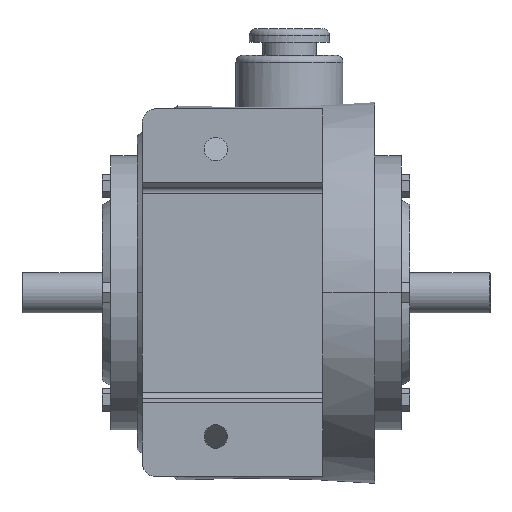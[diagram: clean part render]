
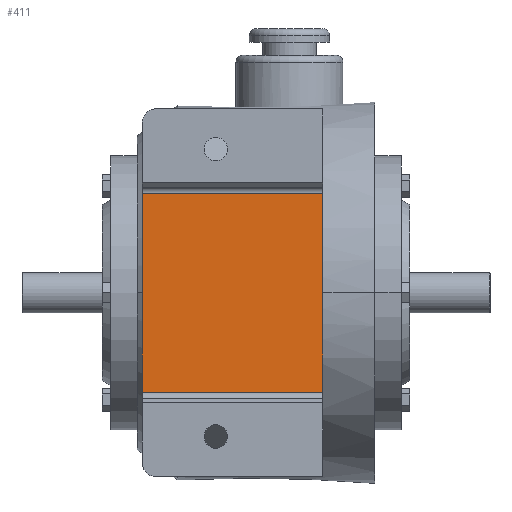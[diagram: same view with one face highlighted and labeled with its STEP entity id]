
A CAD part, front view. The second image highlights one B-rep face of the part: STEP entity #411.
In plain terms, the highlighted planar face has unit normal (0, -1, 0).
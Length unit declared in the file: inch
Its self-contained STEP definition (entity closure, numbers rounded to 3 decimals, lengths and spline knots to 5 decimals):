
#411 = ADVANCED_FACE ( 'NONE', ( #2827 ), #3488, .F. ) ;
#602 = EDGE_CURVE ( 'NONE', #869, #870, #4255, .T. ) ;
#629 = EDGE_CURVE ( 'NONE', #892, #891, #4295, .T. ) ;
#657 = EDGE_CURVE ( 'NONE', #891, #870, #4338, .T. ) ;
#658 = EDGE_CURVE ( 'NONE', #869, #892, #4340, .T. ) ;
#869 = VERTEX_POINT ( 'NONE', #5024 ) ;
#870 = VERTEX_POINT ( 'NONE', #5025 ) ;
#891 = VERTEX_POINT ( 'NONE', #5046 ) ;
#892 = VERTEX_POINT ( 'NONE', #5047 ) ;
#1273 = EDGE_LOOP ( 'NONE', ( #1710, #1711, #1712, #1713 ) ) ;
#1710 = ORIENTED_EDGE ( 'NONE', *, *, #629, .T. ) ;
#1711 = ORIENTED_EDGE ( 'NONE', *, *, #657, .T. ) ;
#1712 = ORIENTED_EDGE ( 'NONE', *, *, #602, .F. ) ;
#1713 = ORIENTED_EDGE ( 'NONE', *, *, #658, .T. ) ;
#2428 = AXIS2_PLACEMENT_3D ( 'NONE', #3487, #3493, #3494 ) ;
#2827 = FACE_OUTER_BOUND ( 'NONE', #1273, .T. ) ;
#3487 = CARTESIAN_POINT ( 'NONE',  ( -4.375, -4., 1.9375 ) ) ;
#3488 = PLANE ( 'NONE',  #2428 ) ;
#3493 = DIRECTION ( 'NONE',  ( 0., 1., 0. ) ) ;
#3494 = DIRECTION ( 'NONE',  ( 0., 0., 1. ) ) ;
#4015 = CARTESIAN_POINT ( 'NONE',  ( 1.25, -4., 3.36642 ) ) ;
#4016 = DIRECTION ( 'NONE',  ( 0., 0., -1. ) ) ;
#4069 = CARTESIAN_POINT ( 'NONE',  ( -2.125, -4., 3.36642 ) ) ;
#4078 = DIRECTION ( 'NONE',  ( 0., 0., -1. ) ) ;
#4255 = LINE ( 'NONE', #4015, #4260 ) ;
#4260 = VECTOR ( 'NONE', #4016, 39.37008 ) ;
#4295 = LINE ( 'NONE', #4069, #4308 ) ;
#4308 = VECTOR ( 'NONE', #4078, 39.37008 ) ;
#4331 = VECTOR ( 'NONE', #4680, 39.37008 ) ;
#4338 = LINE ( 'NONE', #4673, #4331 ) ;
#4340 = LINE ( 'NONE', #4681, #4341 ) ;
#4341 = VECTOR ( 'NONE', #4682, 39.37008 ) ;
#4673 = CARTESIAN_POINT ( 'NONE',  ( 1.25, -4., -1.85787 ) ) ;
#4680 = DIRECTION ( 'NONE',  ( 1., 0., 0. ) ) ;
#4681 = CARTESIAN_POINT ( 'NONE',  ( -2.125, -4., 1.85787 ) ) ;
#4682 = DIRECTION ( 'NONE',  ( -1., 0., 0. ) ) ;
#5024 = CARTESIAN_POINT ( 'NONE',  ( 1.25, -4., 1.85787 ) ) ;
#5025 = CARTESIAN_POINT ( 'NONE',  ( 1.25, -4., -1.85787 ) ) ;
#5046 = CARTESIAN_POINT ( 'NONE',  ( -2.125, -4., -1.85787 ) ) ;
#5047 = CARTESIAN_POINT ( 'NONE',  ( -2.125, -4., 1.85787 ) ) ;
